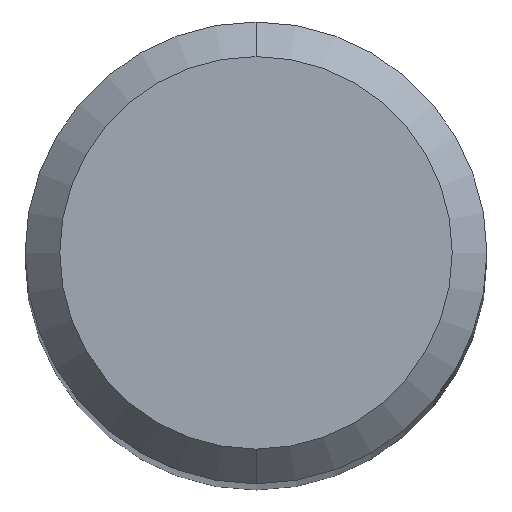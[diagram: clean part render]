
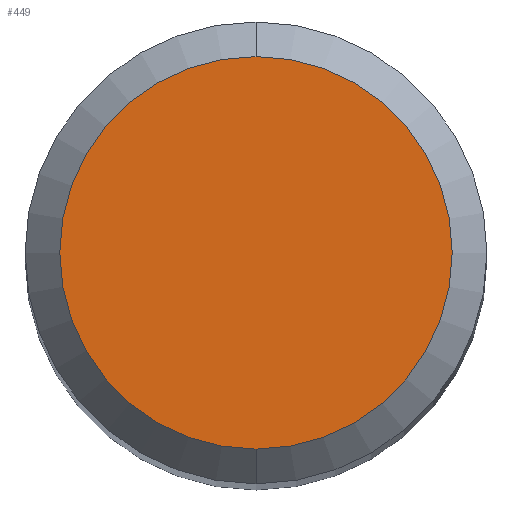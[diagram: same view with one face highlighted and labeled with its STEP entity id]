
A CAD part, top view. The second image highlights one B-rep face of the part: STEP entity #449.
In plain terms, the highlighted planar face has unit normal (0, 0, 1).
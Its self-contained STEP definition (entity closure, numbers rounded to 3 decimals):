
#275=VERTEX_POINT('',#600);
#343=VERTEX_POINT('',#674);
#363=EDGE_CURVE('',#275,#343,#697,.T.);
#449=ADVANCED_FACE('',(#793),#794,.T.);
#457=EDGE_CURVE('',#343,#275,#803,.T.);
#600=CARTESIAN_POINT('',(0.,-1.7,0.0));
#674=CARTESIAN_POINT('',(0.0,1.7,0.0));
#697=CIRCLE('',#1212,1.7);
#793=FACE_OUTER_BOUND('',#1435,.T.);
#794=PLANE('',#1436);
#803=CIRCLE('',#1450,1.7);
#1212=AXIS2_PLACEMENT_3D('',#1691,#1692,#1693);
#1435=EDGE_LOOP('',(#1811,#1812));
#1436=AXIS2_PLACEMENT_3D('',#1813,#1814,#1815);
#1450=AXIS2_PLACEMENT_3D('',#1828,#1829,#1830);
#1691=CARTESIAN_POINT('',(0.0,0.0,0.0));
#1692=DIRECTION('',(0.0,0.0,-1.0));
#1693=DIRECTION('',(0.0,1.0,0.0));
#1811=ORIENTED_EDGE('',*,*,#457,.F.);
#1812=ORIENTED_EDGE('',*,*,#363,.F.);
#1813=CARTESIAN_POINT('',(0.0,0.85,0.0));
#1814=DIRECTION('',(-0.0,0.0,1.0));
#1815=DIRECTION('',(0.0,-1.0,0.0));
#1828=CARTESIAN_POINT('',(0.0,0.0,0.0));
#1829=DIRECTION('',(0.0,0.0,-1.0));
#1830=DIRECTION('',(0.0,1.0,0.0));
